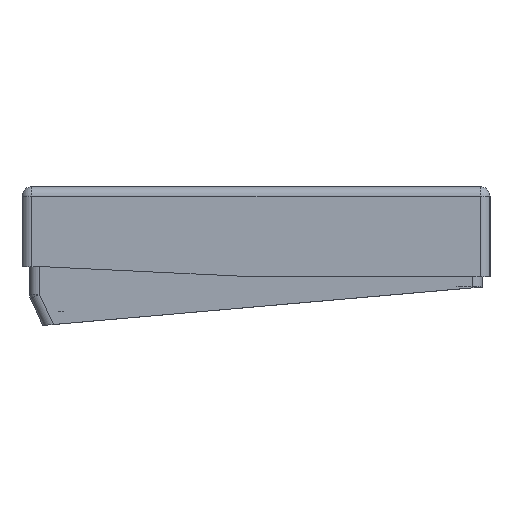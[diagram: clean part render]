
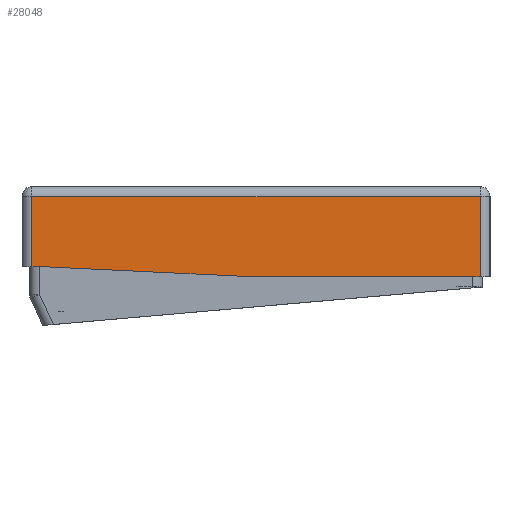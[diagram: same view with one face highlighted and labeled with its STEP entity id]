
A CAD part, left-side view. The second image highlights one B-rep face of the part: STEP entity #28048.
In plain terms, the highlighted planar face has unit normal (-1, 0, 0).
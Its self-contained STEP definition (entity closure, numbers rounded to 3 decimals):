
#4031=FACE_OUTER_BOUND('',#6082,.T.);
#6082=EDGE_LOOP('',(#25659,#25660,#25661,#25662,#25663,#25664));
#8704=LINE('',#48492,#11357);
#8711=LINE('',#48513,#11364);
#8712=LINE('',#48517,#11365);
#8713=LINE('',#48519,#11366);
#8714=LINE('',#48521,#11367);
#8715=LINE('',#48522,#11368);
#11357=VECTOR('',#38092,10.);
#11364=VECTOR('',#38117,10.);
#11365=VECTOR('',#38122,10.);
#11366=VECTOR('',#38123,10.);
#11367=VECTOR('',#38124,10.);
#11368=VECTOR('',#38125,10.);
#13946=VERTEX_POINT('',#48489);
#13947=VERTEX_POINT('',#48491);
#13952=VERTEX_POINT('',#48512);
#13953=VERTEX_POINT('',#48516);
#13954=VERTEX_POINT('',#48518);
#13955=VERTEX_POINT('',#48520);
#17861=EDGE_CURVE('',#13946,#13947,#8704,.T.);
#17872=EDGE_CURVE('',#13947,#13952,#8711,.T.);
#17874=EDGE_CURVE('',#13946,#13953,#8712,.T.);
#17875=EDGE_CURVE('',#13953,#13954,#8713,.T.);
#17876=EDGE_CURVE('',#13954,#13955,#8714,.T.);
#17877=EDGE_CURVE('',#13952,#13955,#8715,.T.);
#25659=ORIENTED_EDGE('',*,*,#17861,.F.);
#25660=ORIENTED_EDGE('',*,*,#17874,.T.);
#25661=ORIENTED_EDGE('',*,*,#17875,.T.);
#25662=ORIENTED_EDGE('',*,*,#17876,.T.);
#25663=ORIENTED_EDGE('',*,*,#17877,.F.);
#25664=ORIENTED_EDGE('',*,*,#17872,.F.);
#26657=PLANE('',#30568);
#28048=ADVANCED_FACE('',(#4031),#26657,.T.);
#30568=AXIS2_PLACEMENT_3D('',#48515,#38120,#38121);
#38092=DIRECTION('',(0.,0.,1.));
#38117=DIRECTION('',(0.,-1.,0.));
#38120=DIRECTION('center_axis',(-1.,0.,0.));
#38121=DIRECTION('ref_axis',(0.,-1.,0.));
#38122=DIRECTION('',(0.,-1.,0.));
#38123=DIRECTION('',(0.,-0.999,-0.048));
#38124=DIRECTION('',(0.,-1.,0.));
#38125=DIRECTION('',(0.,0.,-1.));
#48489=CARTESIAN_POINT('',(-16.95,18.04,4.));
#48491=CARTESIAN_POINT('',(-16.95,18.04,18.1));
#48492=CARTESIAN_POINT('',(-16.95,18.04,12.6));
#48512=CARTESIAN_POINT('',(-16.95,-71.66,18.1));
#48513=CARTESIAN_POINT('',(-16.95,-3.76,18.1));
#48515=CARTESIAN_POINT('Origin',(-16.95,19.54,12.6));
#48516=CARTESIAN_POINT('',(-16.95,14.54,4.));
#48517=CARTESIAN_POINT('',(-16.95,19.54,4.));
#48518=CARTESIAN_POINT('',(-16.95,-27.06,2.));
#48519=CARTESIAN_POINT('',(-16.95,17.24,4.13));
#48520=CARTESIAN_POINT('',(-16.95,-71.66,2.));
#48521=CARTESIAN_POINT('',(-16.95,19.54,2.));
#48522=CARTESIAN_POINT('',(-16.95,-71.66,12.6));
